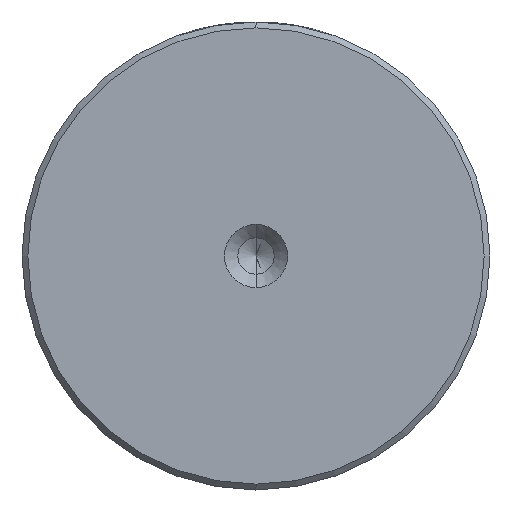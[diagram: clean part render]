
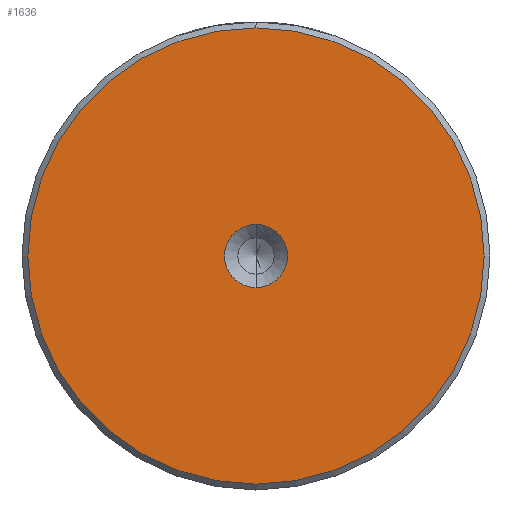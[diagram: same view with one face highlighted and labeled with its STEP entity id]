
A CAD part, left-side view. The second image highlights one B-rep face of the part: STEP entity #1636.
In plain terms, the highlighted planar face has unit normal (-1, 0, 0).
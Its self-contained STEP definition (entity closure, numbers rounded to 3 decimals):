
#108 = CARTESIAN_POINT ( 'NONE',  ( 0., 0., 0. ) ) ;
#120 = PLANE ( 'NONE',  #2706 ) ;
#319 = DIRECTION ( 'NONE',  ( 0., 0., 1. ) ) ;
#386 = FACE_BOUND ( 'NONE', #2396, .T. ) ;
#420 = CARTESIAN_POINT ( 'NONE',  ( 0., 0., 0. ) ) ;
#572 = VERTEX_POINT ( 'NONE', #1522 ) ;
#589 = ORIENTED_EDGE ( 'NONE', *, *, #895, .T. ) ;
#631 = ORIENTED_EDGE ( 'NONE', *, *, #1342, .F. ) ;
#636 = DIRECTION ( 'NONE',  ( 0., 0., 1. ) ) ;
#693 = VERTEX_POINT ( 'NONE', #751 ) ;
#751 = CARTESIAN_POINT ( 'NONE',  ( 0., 0., -2.7 ) ) ;
#811 = AXIS2_PLACEMENT_3D ( 'NONE', #420, #1880, #636 ) ;
#828 = AXIS2_PLACEMENT_3D ( 'NONE', #2078, #832, #2295 ) ;
#832 = DIRECTION ( 'NONE',  ( -1., 0., 0. ) ) ;
#852 = ORIENTED_EDGE ( 'NONE', *, *, #1601, .T. ) ;
#895 = EDGE_CURVE ( 'NONE', #1219, #2574, #1050, .T. ) ;
#922 = CARTESIAN_POINT ( 'NONE',  ( 0., 0., 0. ) ) ;
#1050 = CIRCLE ( 'NONE', #828, 19.5 ) ;
#1071 = CIRCLE ( 'NONE', #1863, 19.5 ) ;
#1140 = DIRECTION ( 'NONE',  ( 0., 0., 1. ) ) ;
#1184 = DIRECTION ( 'NONE',  ( 0., 0., 1. ) ) ;
#1219 = VERTEX_POINT ( 'NONE', #2472 ) ;
#1264 = EDGE_LOOP ( 'NONE', ( #589, #852 ) ) ;
#1342 = EDGE_CURVE ( 'NONE', #693, #572, #1657, .T. ) ;
#1455 = CIRCLE ( 'NONE', #2660, 2.7 ) ;
#1522 = CARTESIAN_POINT ( 'NONE',  ( 0., 0., 2.7 ) ) ;
#1577 = DIRECTION ( 'NONE',  ( -1., 0., 0. ) ) ;
#1601 = EDGE_CURVE ( 'NONE', #2574, #1219, #1071, .T. ) ;
#1636 = ADVANCED_FACE ( 'NONE', ( #2107, #386 ), #120, .T. ) ;
#1657 = CIRCLE ( 'NONE', #811, 2.7 ) ;
#1699 = CARTESIAN_POINT ( 'NONE',  ( 0., 0., 19.5 ) ) ;
#1863 = AXIS2_PLACEMENT_3D ( 'NONE', #108, #1577, #319 ) ;
#1880 = DIRECTION ( 'NONE',  ( -1., 0., 0. ) ) ;
#1888 = EDGE_CURVE ( 'NONE', #572, #693, #1455, .T. ) ;
#1997 = CARTESIAN_POINT ( 'NONE',  ( 0., 0., 0. ) ) ;
#2078 = CARTESIAN_POINT ( 'NONE',  ( 0., 0., 0. ) ) ;
#2107 = FACE_OUTER_BOUND ( 'NONE', #1264, .T. ) ;
#2295 = DIRECTION ( 'NONE',  ( 0., 0., 1. ) ) ;
#2375 = DIRECTION ( 'NONE',  ( -1., 0., 0. ) ) ;
#2396 = EDGE_LOOP ( 'NONE', ( #2618, #631 ) ) ;
#2420 = DIRECTION ( 'NONE',  ( -1., 0., 0. ) ) ;
#2472 = CARTESIAN_POINT ( 'NONE',  ( 0., 0., -19.5 ) ) ;
#2574 = VERTEX_POINT ( 'NONE', #1699 ) ;
#2618 = ORIENTED_EDGE ( 'NONE', *, *, #1888, .F. ) ;
#2660 = AXIS2_PLACEMENT_3D ( 'NONE', #922, #2375, #1140 ) ;
#2706 = AXIS2_PLACEMENT_3D ( 'NONE', #1997, #2420, #1184 ) ;
